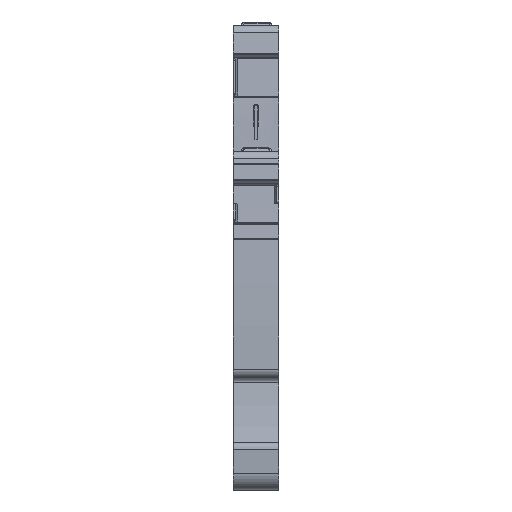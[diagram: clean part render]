
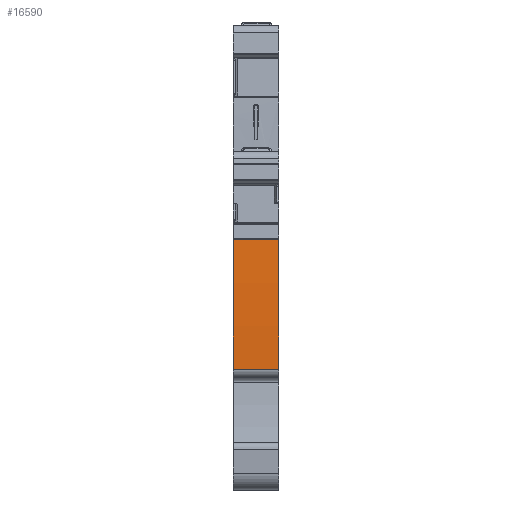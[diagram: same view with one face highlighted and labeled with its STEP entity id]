
A CAD part, front view. The second image highlights one B-rep face of the part: STEP entity #16590.
In plain terms, the highlighted cylindrical face has radius 154.9 mm (diameter 309.8 mm), a partial arc.
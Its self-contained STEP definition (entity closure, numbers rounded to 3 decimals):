
#10611=AXIS2_PLACEMENT_3D('Circle Axis2P3D',#10609,#10610,$) ;
#14082=AXIS2_PLACEMENT_3D('Circle Axis2P3D',#14080,#14081,$) ;
#16004=AXIS2_PLACEMENT_3D('Cylinder Axis2P3D',#16001,#16002,#16003) ;
#10606=CARTESIAN_POINT('Vertex',(5.1,0.869,27.819)) ;
#10609=CARTESIAN_POINT('Axis2P3D Location',(5.1,155.394,17.05)) ;
#10613=CARTESIAN_POINT('Vertex',(5.1,0.536,13.427)) ;
#14077=CARTESIAN_POINT('Vertex',(0.,0.536,13.427)) ;
#14080=CARTESIAN_POINT('Axis2P3D Location',(0.,155.394,17.05)) ;
#14084=CARTESIAN_POINT('Vertex',(0.,0.869,27.819)) ;
#16001=CARTESIAN_POINT('Axis2P3D Location',(2.55,155.394,17.05)) ;
#16566=CARTESIAN_POINT('Line Origine',(2.55,0.869,27.819)) ;
#16579=CARTESIAN_POINT('Line Origine',(2.55,0.536,13.427)) ;
#10610=DIRECTION('Axis2P3D Direction',(1.,0.,0.)) ;
#14081=DIRECTION('Axis2P3D Direction',(1.,0.,0.)) ;
#16002=DIRECTION('Axis2P3D Direction',(1.,0.,0.)) ;
#16003=DIRECTION('Axis2P3D XDirection',(0.,-0.992,0.127)) ;
#16567=DIRECTION('Vector Direction',(1.,0.,0.)) ;
#16580=DIRECTION('Vector Direction',(1.,0.,0.)) ;
#16568=VECTOR('Line Direction',#16567,1.) ;
#16581=VECTOR('Line Direction',#16580,1.) ;
#16585=ORIENTED_EDGE('',*,*,#14086,.T.) ;
#16586=ORIENTED_EDGE('',*,*,#16583,.T.) ;
#16587=ORIENTED_EDGE('',*,*,#10615,.F.) ;
#16588=ORIENTED_EDGE('',*,*,#16570,.F.) ;
#16590=ADVANCED_FACE('PartBody',(#16589),#16005,.T.) ;
#10612=CIRCLE('generated circle',#10611,154.9) ;
#14083=CIRCLE('generated circle',#14082,154.9) ;
#16005=CYLINDRICAL_SURFACE('generated cylinder',#16004,154.9) ;
#10615=EDGE_CURVE('',#10607,#10614,#10612,.T.) ;
#14086=EDGE_CURVE('',#14085,#14078,#14083,.T.) ;
#16570=EDGE_CURVE('',#14085,#10607,#16569,.T.) ;
#16583=EDGE_CURVE('',#14078,#10614,#16582,.T.) ;
#16584=EDGE_LOOP('',(#16585,#16586,#16587,#16588)) ;
#16589=FACE_OUTER_BOUND('',#16584,.T.) ;
#16569=LINE('Line',#16566,#16568) ;
#16582=LINE('Line',#16579,#16581) ;
#10607=VERTEX_POINT('',#10606) ;
#10614=VERTEX_POINT('',#10613) ;
#14078=VERTEX_POINT('',#14077) ;
#14085=VERTEX_POINT('',#14084) ;
